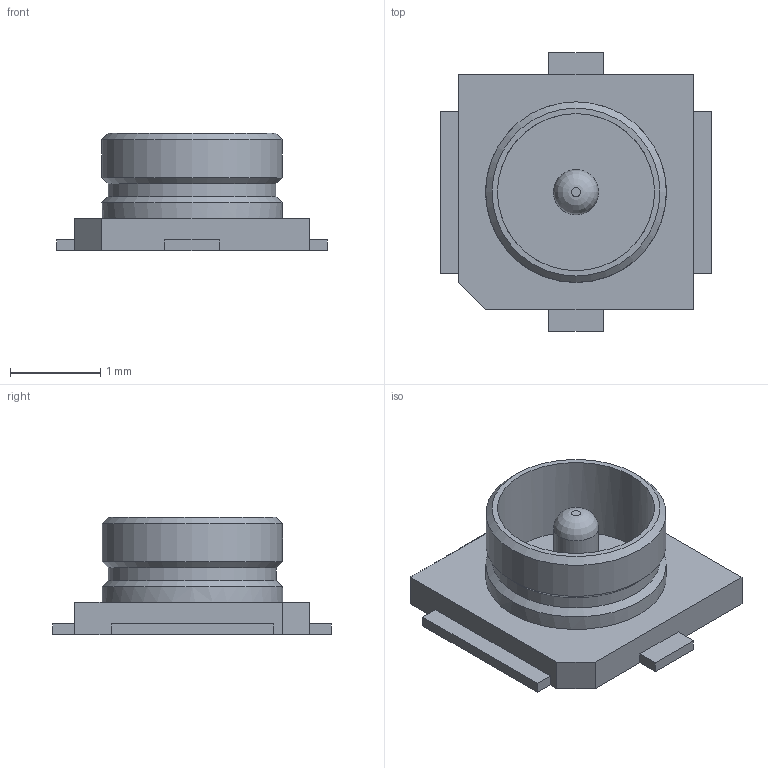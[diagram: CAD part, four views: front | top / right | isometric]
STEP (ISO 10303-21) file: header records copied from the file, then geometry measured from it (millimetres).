
FILE_DESCRIPTION(('FreeCAD Model'),'2;1');
FILE_NAME( 'MCRF_73412.step', '2018-05-08T17:49:51',('kicad StepUp'),('ksu MCAD'), 'Open CASCADE STEP processor 6.5','FreeCAD','Unknown');
FILE_SCHEMA(('AUTOMOTIVE_DESIGN_CC2 { 1 2 10303 214 -1 1 5 4 }'));
Length unit declared in the file: millimetre
Products named in the file (4): ASSEMBLY; Cut002; Pad006; Pocket003
Assembly tree (3 placements, depth 2):
  ASSEMBLY
    Cut002
    Pad006
    Pocket003
Bounding box: 3 x 3.09 x 1.3 mm (x, y, z)
Volume: 3.3 mm3; surface area: 41.9 mm2
Topology: 3 solids, 3 shells, 90 faces, 281 edges, 194 vertices
Faces by surface type: plane 74, cylinder 12, cone 3, revolution 1
Full cylindrical faces by diameter (mm): 0.5 x2, 1.74 x1, 1.86 x1, 2 x2
Entity records: 3257 total; most frequent: CARTESIAN_POINT 576, ORIENTED_EDGE 562, DIRECTION 521, EDGE_CURVE 281, LINE 228, VECTOR 228, VERTEX_POINT 194, AXIS2_PLACEMENT_3D 146
